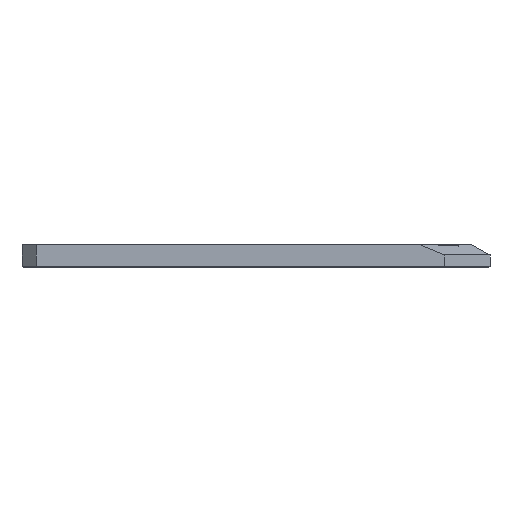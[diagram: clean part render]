
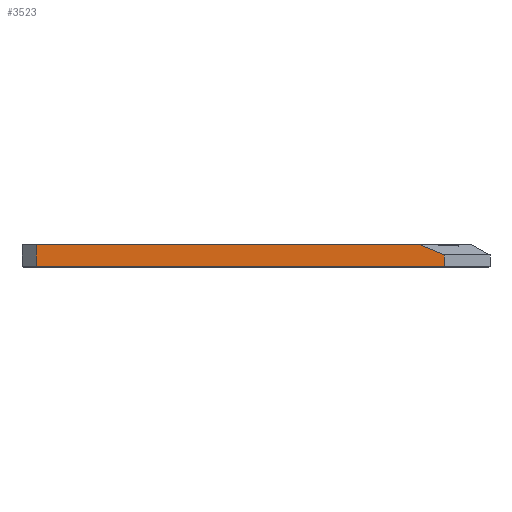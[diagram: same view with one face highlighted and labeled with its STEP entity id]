
A CAD part, left-side view. The second image highlights one B-rep face of the part: STEP entity #3523.
In plain terms, the highlighted planar face has unit normal (-1, 0, 0).
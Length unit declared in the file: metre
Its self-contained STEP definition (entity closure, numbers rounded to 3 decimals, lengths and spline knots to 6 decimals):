
#413=ORIENTED_EDGE('',*,*,#1413,.F.);
#414=ORIENTED_EDGE('',*,*,#1414,.T.);
#415=ORIENTED_EDGE('',*,*,#1280,.F.);
#416=ORIENTED_EDGE('',*,*,#1412,.T.);
#417=ORIENTED_EDGE('',*,*,#1415,.T.);
#1280=EDGE_CURVE('',#1785,#1786,#2124,.T.);
#1412=EDGE_CURVE('',#1785,#1897,#2247,.T.);
#1413=EDGE_CURVE('',#1898,#1899,#2248,.T.);
#1414=EDGE_CURVE('',#1898,#1786,#2249,.F.);
#1415=EDGE_CURVE('',#1897,#1899,#2250,.T.);
#1785=VERTEX_POINT('',#5167);
#1786=VERTEX_POINT('',#5168);
#1897=VERTEX_POINT('',#5424);
#1898=VERTEX_POINT('',#5428);
#1899=VERTEX_POINT('',#5429);
#2124=LINE('',#5166,#2606);
#2247=LINE('',#5425,#2729);
#2248=LINE('',#5427,#2730);
#2249=LINE('',#5430,#2731);
#2250=LINE('',#5431,#2732);
#2606=VECTOR('',#4107,1.);
#2729=VECTOR('',#4268,1.);
#2730=VECTOR('',#4271,1.);
#2731=VECTOR('',#4272,1.);
#2732=VECTOR('',#4273,1.);
#2970=EDGE_LOOP('',(#413,#414,#415,#416,#417));
#3179=FACE_BOUND('',#2970,.T.);
#3365=PLANE('',#3728);
#3523=ADVANCED_FACE('',(#3179),#3365,.F.);
#3728=AXIS2_PLACEMENT_3D('',#5426,#4269,#4270);
#4107=DIRECTION('',(0.,-1.,0.));
#4268=DIRECTION('',(0.,0.,-1.));
#4269=DIRECTION('',(1.,0.,0.));
#4270=DIRECTION('',(0.,0.,-1.));
#4271=DIRECTION('',(0.,0.,-1.));
#4272=DIRECTION('',(0.,-0.926,-0.378));
#4273=DIRECTION('',(0.,-1.,0.));
#5166=CARTESIAN_POINT('',(-0.00217,-0.014351,0.002207));
#5167=CARTESIAN_POINT('',(-0.00217,-0.00073,0.002207));
#5168=CARTESIAN_POINT('',(-0.00217,-0.074316,0.002207));
#5424=CARTESIAN_POINT('',(-0.00217,-0.00073,-0.001993));
#5425=CARTESIAN_POINT('',(-0.00217,-0.00073,0.002207));
#5426=CARTESIAN_POINT('',(-0.00217,-0.014351,0.002207));
#5427=CARTESIAN_POINT('',(-0.00217,-0.079215,0.002207));
#5428=CARTESIAN_POINT('',(-0.00217,-0.079215,0.000207));
#5429=CARTESIAN_POINT('',(-0.00217,-0.079215,-0.001993));
#5430=CARTESIAN_POINT('',(-0.00217,-0.081358,-0.000668));
#5431=CARTESIAN_POINT('',(-0.00217,-0.079215,-0.001993));
